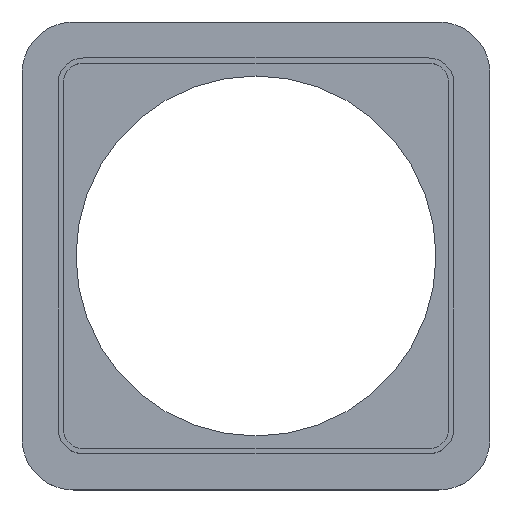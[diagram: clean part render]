
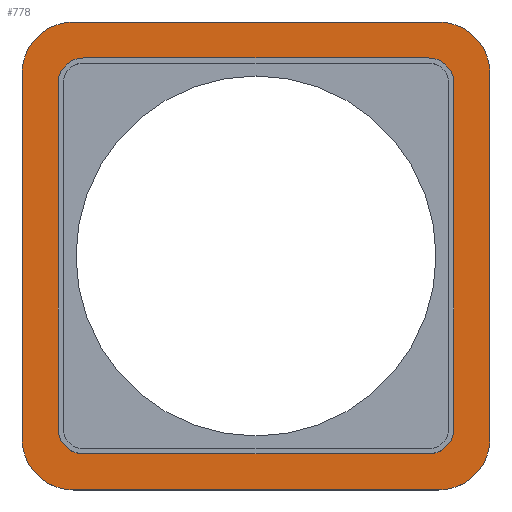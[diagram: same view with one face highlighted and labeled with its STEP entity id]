
A CAD part, top view. The second image highlights one B-rep face of the part: STEP entity #778.
In plain terms, the highlighted planar face has unit normal (0, 0, 1).
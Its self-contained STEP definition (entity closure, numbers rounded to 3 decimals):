
#4 = LINE ( 'NONE', #810, #958 ) ;
#11 = EDGE_CURVE ( 'NONE', #964, #891, #735, .T. ) ;
#16 = AXIS2_PLACEMENT_3D ( 'NONE', #227, #676, #148 ) ;
#32 = DIRECTION ( 'NONE',  ( -1., 0., 0. ) ) ;
#35 = DIRECTION ( 'NONE',  ( 0., 1., 0. ) ) ;
#36 = LINE ( 'NONE', #41, #464 ) ;
#41 = CARTESIAN_POINT ( 'NONE',  ( -45.5, -45.5, 0.5 ) ) ;
#43 = CARTESIAN_POINT ( 'NONE',  ( -35.5, -45.5, 0.5 ) ) ;
#46 = DIRECTION ( 'NONE',  ( -1., 0., 0. ) ) ;
#49 = VECTOR ( 'NONE', #610, 1000. ) ;
#60 = DIRECTION ( 'NONE',  ( 0., 0., -1. ) ) ;
#61 = EDGE_CURVE ( 'NONE', #310, #261, #696, .T. ) ;
#62 = CARTESIAN_POINT ( 'NONE',  ( 35.5, 45.5, 0.5 ) ) ;
#67 = CIRCLE ( 'NONE', #859, 5. ) ;
#82 = CARTESIAN_POINT ( 'NONE',  ( -45.5, 35.5, 0.5 ) ) ;
#91 = CARTESIAN_POINT ( 'NONE',  ( 38.5, 33.5, 0.5 ) ) ;
#97 = AXIS2_PLACEMENT_3D ( 'NONE', #306, #894, #532 ) ;
#119 = DIRECTION ( 'NONE',  ( 0., -1., 0. ) ) ;
#127 = PLANE ( 'NONE',  #867 ) ;
#136 = DIRECTION ( 'NONE',  ( -1., 0., 0. ) ) ;
#141 = ORIENTED_EDGE ( 'NONE', *, *, #946, .T. ) ;
#148 = DIRECTION ( 'NONE',  ( -1., 0., 0. ) ) ;
#164 = FACE_OUTER_BOUND ( 'NONE', #183, .T. ) ;
#176 = CARTESIAN_POINT ( 'NONE',  ( 38.5, 0., 0.5 ) ) ;
#177 = CIRCLE ( 'NONE', #16, 10. ) ;
#178 = CARTESIAN_POINT ( 'NONE',  ( 33.5, 38.5, 0.5 ) ) ;
#183 = EDGE_LOOP ( 'NONE', ( #141, #483, #342, #738, #193, #690, #191, #855 ) ) ;
#184 = CARTESIAN_POINT ( 'NONE',  ( -33.5, -38.5, 0.5 ) ) ;
#191 = ORIENTED_EDGE ( 'NONE', *, *, #797, .T. ) ;
#192 = DIRECTION ( 'NONE',  ( -1., 0., 0. ) ) ;
#193 = ORIENTED_EDGE ( 'NONE', *, *, #281, .T. ) ;
#194 = CARTESIAN_POINT ( 'NONE',  ( 45.5, -45.5, 0.5 ) ) ;
#216 = EDGE_CURVE ( 'NONE', #375, #591, #231, .T. ) ;
#227 = CARTESIAN_POINT ( 'NONE',  ( -35.5, -35.5, 0.5 ) ) ;
#229 = CARTESIAN_POINT ( 'NONE',  ( -45.5, -35.5, 0.5 ) ) ;
#231 = CIRCLE ( 'NONE', #419, 10. ) ;
#235 = VERTEX_POINT ( 'NONE', #515 ) ;
#243 = CARTESIAN_POINT ( 'NONE',  ( 35.5, -35.5, 0.5 ) ) ;
#247 = EDGE_CURVE ( 'NONE', #625, #553, #67, .T. ) ;
#257 = CARTESIAN_POINT ( 'NONE',  ( -33.5, 33.5, 0.5 ) ) ;
#261 = VERTEX_POINT ( 'NONE', #62 ) ;
#271 = VECTOR ( 'NONE', #46, 1000. ) ;
#280 = CARTESIAN_POINT ( 'NONE',  ( 0., 38.5, 0.5 ) ) ;
#281 = EDGE_CURVE ( 'NONE', #261, #375, #695, .T. ) ;
#285 = CARTESIAN_POINT ( 'NONE',  ( 45.5, 35.5, 0.5 ) ) ;
#306 = CARTESIAN_POINT ( 'NONE',  ( 33.5, -33.5, 0.5 ) ) ;
#310 = VERTEX_POINT ( 'NONE', #285 ) ;
#315 = VECTOR ( 'NONE', #390, 1000. ) ;
#332 = CARTESIAN_POINT ( 'NONE',  ( 0., -38.5, 0.5 ) ) ;
#339 = EDGE_CURVE ( 'NONE', #468, #434, #607, .T. ) ;
#342 = ORIENTED_EDGE ( 'NONE', *, *, #727, .T. ) ;
#358 = LINE ( 'NONE', #365, #49 ) ;
#365 = CARTESIAN_POINT ( 'NONE',  ( -45.5, -45.5, 0.5 ) ) ;
#370 = CARTESIAN_POINT ( 'NONE',  ( 45.5, -35.5, 0.5 ) ) ;
#375 = VERTEX_POINT ( 'NONE', #829 ) ;
#376 = EDGE_CURVE ( 'NONE', #384, #737, #177, .T. ) ;
#380 = LINE ( 'NONE', #194, #490 ) ;
#384 = VERTEX_POINT ( 'NONE', #229 ) ;
#390 = DIRECTION ( 'NONE',  ( 0., 1., 0. ) ) ;
#393 = CIRCLE ( 'NONE', #451, 5. ) ;
#417 = DIRECTION ( 'NONE',  ( -1., 0., 0. ) ) ;
#419 = AXIS2_PLACEMENT_3D ( 'NONE', #728, #739, #504 ) ;
#426 = DIRECTION ( 'NONE',  ( -1., 0., 0. ) ) ;
#434 = VERTEX_POINT ( 'NONE', #605 ) ;
#439 = ORIENTED_EDGE ( 'NONE', *, *, #683, .T. ) ;
#448 = EDGE_LOOP ( 'NONE', ( #934, #787, #765, #601, #824, #668, #681, #439 ) ) ;
#451 = AXIS2_PLACEMENT_3D ( 'NONE', #575, #715, #426 ) ;
#460 = AXIS2_PLACEMENT_3D ( 'NONE', #243, #906, #691 ) ;
#464 = VECTOR ( 'NONE', #119, 1000. ) ;
#468 = VERTEX_POINT ( 'NONE', #594 ) ;
#483 = ORIENTED_EDGE ( 'NONE', *, *, #11, .T. ) ;
#490 = VECTOR ( 'NONE', #35, 1000. ) ;
#504 = DIRECTION ( 'NONE',  ( -1., 0., 0. ) ) ;
#512 = AXIS2_PLACEMENT_3D ( 'NONE', #712, #791, #192 ) ;
#515 = CARTESIAN_POINT ( 'NONE',  ( -33.5, 38.5, 0.5 ) ) ;
#527 = CARTESIAN_POINT ( 'NONE',  ( 35.5, -45.5, 0.5 ) ) ;
#532 = DIRECTION ( 'NONE',  ( -1., 0., 0. ) ) ;
#542 = VECTOR ( 'NONE', #928, 1000. ) ;
#553 = VERTEX_POINT ( 'NONE', #770 ) ;
#573 = EDGE_CURVE ( 'NONE', #468, #577, #960, .T. ) ;
#575 = CARTESIAN_POINT ( 'NONE',  ( 33.5, 33.5, 0.5 ) ) ;
#577 = VERTEX_POINT ( 'NONE', #91 ) ;
#591 = VERTEX_POINT ( 'NONE', #82 ) ;
#594 = CARTESIAN_POINT ( 'NONE',  ( 38.5, -33.5, 0.5 ) ) ;
#598 = EDGE_CURVE ( 'NONE', #913, #235, #749, .T. ) ;
#601 = ORIENTED_EDGE ( 'NONE', *, *, #247, .T. ) ;
#605 = CARTESIAN_POINT ( 'NONE',  ( 33.5, -38.5, 0.5 ) ) ;
#607 = CIRCLE ( 'NONE', #97, 5. ) ;
#610 = DIRECTION ( 'NONE',  ( 1., 0., 0. ) ) ;
#625 = VERTEX_POINT ( 'NONE', #184 ) ;
#629 = EDGE_CURVE ( 'NONE', #625, #434, #898, .T. ) ;
#649 = CARTESIAN_POINT ( 'NONE',  ( 0., 0., 0.5 ) ) ;
#660 = CARTESIAN_POINT ( 'NONE',  ( -45.5, 45.5, 0.5 ) ) ;
#665 = LINE ( 'NONE', #280, #271 ) ;
#668 = ORIENTED_EDGE ( 'NONE', *, *, #598, .T. ) ;
#669 = DIRECTION ( 'NONE',  ( 0., -1., 0. ) ) ;
#670 = VERTEX_POINT ( 'NONE', #178 ) ;
#676 = DIRECTION ( 'NONE',  ( 0., 0., 1. ) ) ;
#681 = ORIENTED_EDGE ( 'NONE', *, *, #768, .F. ) ;
#683 = EDGE_CURVE ( 'NONE', #670, #577, #393, .T. ) ;
#688 = FACE_BOUND ( 'NONE', #448, .T. ) ;
#690 = ORIENTED_EDGE ( 'NONE', *, *, #216, .T. ) ;
#691 = DIRECTION ( 'NONE',  ( -1., 0., 0. ) ) ;
#695 = LINE ( 'NONE', #660, #721 ) ;
#696 = CIRCLE ( 'NONE', #512, 10. ) ;
#712 = CARTESIAN_POINT ( 'NONE',  ( 35.5, 35.5, 0.5 ) ) ;
#715 = DIRECTION ( 'NONE',  ( 0., 0., -1. ) ) ;
#721 = VECTOR ( 'NONE', #732, 1000. ) ;
#725 = DIRECTION ( 'NONE',  ( 0., 0., -1. ) ) ;
#727 = EDGE_CURVE ( 'NONE', #891, #310, #380, .T. ) ;
#728 = CARTESIAN_POINT ( 'NONE',  ( -35.5, 35.5, 0.5 ) ) ;
#732 = DIRECTION ( 'NONE',  ( -1., 0., 0. ) ) ;
#735 = CIRCLE ( 'NONE', #460, 10. ) ;
#737 = VERTEX_POINT ( 'NONE', #43 ) ;
#738 = ORIENTED_EDGE ( 'NONE', *, *, #61, .T. ) ;
#739 = DIRECTION ( 'NONE',  ( 0., 0., 1. ) ) ;
#749 = CIRCLE ( 'NONE', #893, 5. ) ;
#765 = ORIENTED_EDGE ( 'NONE', *, *, #629, .F. ) ;
#768 = EDGE_CURVE ( 'NONE', #670, #235, #665, .T. ) ;
#770 = CARTESIAN_POINT ( 'NONE',  ( -38.5, -33.5, 0.5 ) ) ;
#778 = ADVANCED_FACE ( 'NONE', ( #164, #688 ), #127, .F. ) ;
#787 = ORIENTED_EDGE ( 'NONE', *, *, #339, .T. ) ;
#791 = DIRECTION ( 'NONE',  ( 0., 0., 1. ) ) ;
#797 = EDGE_CURVE ( 'NONE', #591, #384, #36, .T. ) ;
#802 = CARTESIAN_POINT ( 'NONE',  ( -33.5, -33.5, 0.5 ) ) ;
#810 = CARTESIAN_POINT ( 'NONE',  ( -38.5, 0., 0.5 ) ) ;
#813 = CARTESIAN_POINT ( 'NONE',  ( -38.5, 33.5, 0.5 ) ) ;
#824 = ORIENTED_EDGE ( 'NONE', *, *, #930, .F. ) ;
#829 = CARTESIAN_POINT ( 'NONE',  ( -35.5, 45.5, 0.5 ) ) ;
#855 = ORIENTED_EDGE ( 'NONE', *, *, #376, .T. ) ;
#859 = AXIS2_PLACEMENT_3D ( 'NONE', #802, #60, #136 ) ;
#867 = AXIS2_PLACEMENT_3D ( 'NONE', #649, #725, #417 ) ;
#891 = VERTEX_POINT ( 'NONE', #370 ) ;
#893 = AXIS2_PLACEMENT_3D ( 'NONE', #257, #921, #32 ) ;
#894 = DIRECTION ( 'NONE',  ( 0., 0., -1. ) ) ;
#898 = LINE ( 'NONE', #332, #542 ) ;
#906 = DIRECTION ( 'NONE',  ( 0., 0., 1. ) ) ;
#913 = VERTEX_POINT ( 'NONE', #813 ) ;
#921 = DIRECTION ( 'NONE',  ( 0., 0., -1. ) ) ;
#928 = DIRECTION ( 'NONE',  ( 1., 0., 0. ) ) ;
#930 = EDGE_CURVE ( 'NONE', #913, #553, #4, .T. ) ;
#934 = ORIENTED_EDGE ( 'NONE', *, *, #573, .F. ) ;
#946 = EDGE_CURVE ( 'NONE', #737, #964, #358, .T. ) ;
#958 = VECTOR ( 'NONE', #669, 1000. ) ;
#960 = LINE ( 'NONE', #176, #315 ) ;
#964 = VERTEX_POINT ( 'NONE', #527 ) ;
